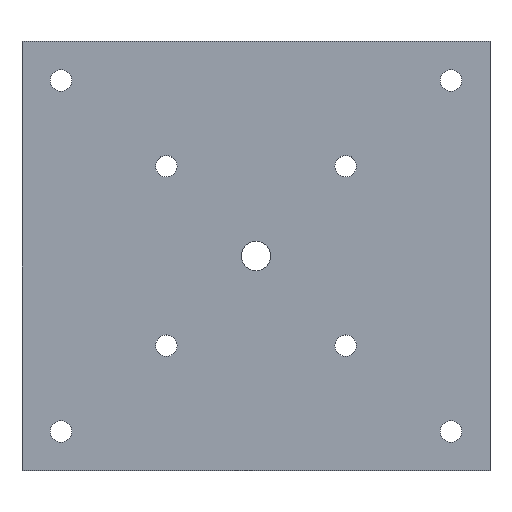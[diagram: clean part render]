
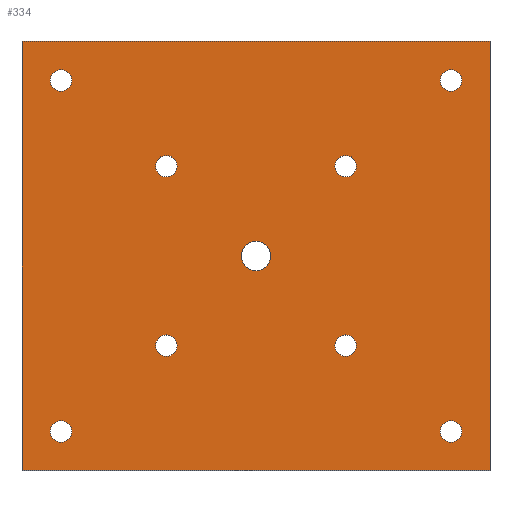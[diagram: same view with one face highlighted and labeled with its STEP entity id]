
A CAD part, top view. The second image highlights one B-rep face of the part: STEP entity #334.
In plain terms, the highlighted planar face has unit normal (0, 0, 1).
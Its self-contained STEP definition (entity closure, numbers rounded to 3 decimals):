
#22=LINE('',#516,#34);
#25=LINE('',#528,#37);
#28=LINE('',#534,#40);
#31=LINE('',#548,#43);
#34=VECTOR('',#418,1000.);
#37=VECTOR('',#431,1000.);
#40=VECTOR('',#436,1000.);
#43=VECTOR('',#449,1000.);
#50=PLANE('',#372);
#73=ORIENTED_EDGE('',*,*,#138,.F.);
#74=ORIENTED_EDGE('',*,*,#139,.F.);
#75=ORIENTED_EDGE('',*,*,#140,.F.);
#76=ORIENTED_EDGE('',*,*,#141,.F.);
#77=ORIENTED_EDGE('',*,*,#131,.F.);
#78=ORIENTED_EDGE('',*,*,#127,.F.);
#79=ORIENTED_EDGE('',*,*,#135,.F.);
#80=ORIENTED_EDGE('',*,*,#142,.F.);
#81=ORIENTED_EDGE('',*,*,#132,.F.);
#82=ORIENTED_EDGE('',*,*,#143,.T.);
#83=ORIENTED_EDGE('',*,*,#144,.T.);
#84=ORIENTED_EDGE('',*,*,#145,.T.);
#85=ORIENTED_EDGE('',*,*,#146,.T.);
#127=EDGE_CURVE('',#161,#163,#22,.T.);
#131=EDGE_CURVE('',#166,#166,#193,.F.);
#132=EDGE_CURVE('',#163,#167,#25,.T.);
#135=EDGE_CURVE('',#169,#161,#28,.T.);
#138=EDGE_CURVE('',#171,#171,#194,.F.);
#139=EDGE_CURVE('',#172,#172,#195,.F.);
#140=EDGE_CURVE('',#173,#173,#196,.F.);
#141=EDGE_CURVE('',#174,#174,#197,.F.);
#142=EDGE_CURVE('',#167,#169,#31,.T.);
#143=EDGE_CURVE('',#175,#175,#198,.T.);
#144=EDGE_CURVE('',#176,#176,#199,.T.);
#145=EDGE_CURVE('',#177,#177,#200,.T.);
#146=EDGE_CURVE('',#178,#178,#201,.T.);
#161=VERTEX_POINT('',#514);
#163=VERTEX_POINT('',#517);
#166=VERTEX_POINT('',#526);
#167=VERTEX_POINT('',#529);
#169=VERTEX_POINT('',#535);
#171=VERTEX_POINT('',#541);
#172=VERTEX_POINT('',#543);
#173=VERTEX_POINT('',#545);
#174=VERTEX_POINT('',#547);
#175=VERTEX_POINT('',#550);
#176=VERTEX_POINT('',#552);
#177=VERTEX_POINT('',#554);
#178=VERTEX_POINT('',#556);
#193=CIRCLE('',#369,3.75);
#194=CIRCLE('',#373,2.75);
#195=CIRCLE('',#374,2.75);
#196=CIRCLE('',#375,2.75);
#197=CIRCLE('',#376,2.75);
#198=CIRCLE('',#377,2.75);
#199=CIRCLE('',#378,2.75);
#200=CIRCLE('',#379,2.75);
#201=CIRCLE('',#380,2.75);
#223=EDGE_LOOP('',(#73));
#224=EDGE_LOOP('',(#74));
#225=EDGE_LOOP('',(#75));
#226=EDGE_LOOP('',(#76));
#227=EDGE_LOOP('',(#77));
#228=EDGE_LOOP('',(#78,#79,#80,#81));
#229=EDGE_LOOP('',(#82));
#230=EDGE_LOOP('',(#83));
#231=EDGE_LOOP('',(#84));
#232=EDGE_LOOP('',(#85));
#275=FACE_BOUND('',#223,.T.);
#276=FACE_BOUND('',#224,.T.);
#277=FACE_BOUND('',#225,.T.);
#278=FACE_BOUND('',#226,.T.);
#279=FACE_BOUND('',#227,.T.);
#280=FACE_BOUND('',#228,.T.);
#281=FACE_BOUND('',#229,.T.);
#282=FACE_BOUND('',#230,.T.);
#283=FACE_BOUND('',#231,.T.);
#284=FACE_BOUND('',#232,.T.);
#334=ADVANCED_FACE('',(#275,#276,#277,#278,#279,#280,#281,#282,#283,#284),
#50,.F.);
#369=AXIS2_PLACEMENT_3D('',#525,#427,#428);
#372=AXIS2_PLACEMENT_3D('',#539,#439,#440);
#373=AXIS2_PLACEMENT_3D('',#540,#441,#442);
#374=AXIS2_PLACEMENT_3D('',#542,#443,#444);
#375=AXIS2_PLACEMENT_3D('',#544,#445,#446);
#376=AXIS2_PLACEMENT_3D('',#546,#447,#448);
#377=AXIS2_PLACEMENT_3D('',#549,#450,#451);
#378=AXIS2_PLACEMENT_3D('',#551,#452,#453);
#379=AXIS2_PLACEMENT_3D('',#553,#454,#455);
#380=AXIS2_PLACEMENT_3D('',#555,#456,#457);
#418=DIRECTION('',(1.,0.,0.));
#427=DIRECTION('',(0.,0.,-1.));
#428=DIRECTION('',(-1.,0.,0.));
#431=DIRECTION('',(0.,-1.,0.));
#436=DIRECTION('',(0.,1.,0.));
#439=DIRECTION('',(0.,0.,-1.));
#440=DIRECTION('',(-1.,0.,0.));
#441=DIRECTION('',(0.,0.,-1.));
#442=DIRECTION('',(-1.,0.,0.));
#443=DIRECTION('',(0.,0.,-1.));
#444=DIRECTION('',(-1.,0.,0.));
#445=DIRECTION('',(0.,0.,-1.));
#446=DIRECTION('',(-1.,0.,0.));
#447=DIRECTION('',(0.,0.,-1.));
#448=DIRECTION('',(-1.,0.,0.));
#449=DIRECTION('',(-1.,0.,0.));
#450=DIRECTION('',(0.,0.,-1.));
#451=DIRECTION('',(0.,1.,0.));
#452=DIRECTION('',(0.,0.,-1.));
#453=DIRECTION('',(0.,1.,0.));
#454=DIRECTION('',(0.,0.,-1.));
#455=DIRECTION('',(0.,1.,0.));
#456=DIRECTION('',(0.,0.,-1.));
#457=DIRECTION('',(0.,1.,0.));
#514=CARTESIAN_POINT('',(-109.879,105.062,7.5));
#516=CARTESIAN_POINT('',(-109.879,105.062,7.5));
#517=CARTESIAN_POINT('',(10.121,105.062,7.5));
#525=CARTESIAN_POINT('',(-49.879,50.062,7.5));
#526=CARTESIAN_POINT('',(-53.629,50.062,7.5));
#528=CARTESIAN_POINT('',(10.121,85.062,7.5));
#529=CARTESIAN_POINT('',(10.121,-4.938,7.5));
#534=CARTESIAN_POINT('',(-109.879,15.062,7.5));
#535=CARTESIAN_POINT('',(-109.879,-4.938,7.5));
#539=CARTESIAN_POINT('',(0.,0.,7.5));
#540=CARTESIAN_POINT('',(-26.879,27.062,7.5));
#541=CARTESIAN_POINT('',(-29.629,27.062,7.5));
#542=CARTESIAN_POINT('',(-26.879,73.062,7.5));
#543=CARTESIAN_POINT('',(-29.629,73.062,7.5));
#544=CARTESIAN_POINT('',(-72.879,73.062,7.5));
#545=CARTESIAN_POINT('',(-75.629,73.062,7.5));
#546=CARTESIAN_POINT('',(-72.879,27.062,7.5));
#547=CARTESIAN_POINT('',(-75.629,27.062,7.5));
#548=CARTESIAN_POINT('',(10.121,-4.938,7.5));
#549=CARTESIAN_POINT('',(0.121,95.062,7.5));
#550=CARTESIAN_POINT('',(0.121,97.812,7.5));
#551=CARTESIAN_POINT('',(0.121,5.062,7.5));
#552=CARTESIAN_POINT('',(0.121,7.812,7.5));
#553=CARTESIAN_POINT('',(-99.879,5.062,7.5));
#554=CARTESIAN_POINT('',(-99.879,7.812,7.5));
#555=CARTESIAN_POINT('',(-99.879,95.062,7.5));
#556=CARTESIAN_POINT('',(-99.879,97.812,7.5));
